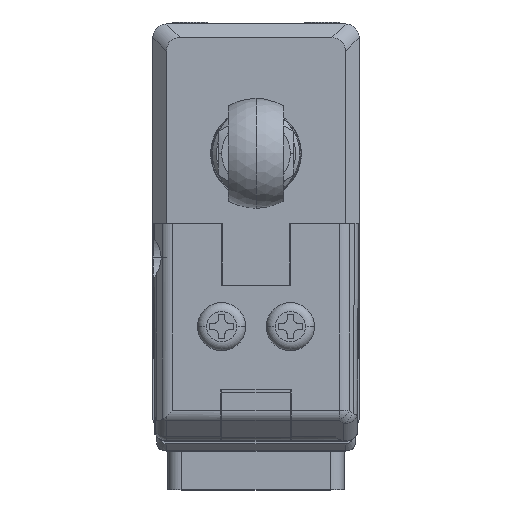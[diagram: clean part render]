
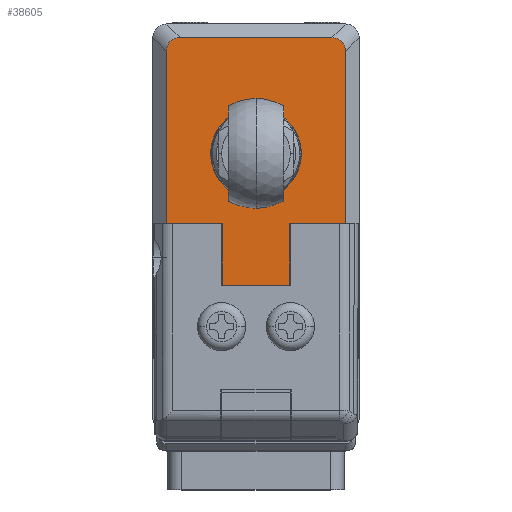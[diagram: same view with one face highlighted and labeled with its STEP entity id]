
A CAD part, top view. The second image highlights one B-rep face of the part: STEP entity #38605.
In plain terms, the highlighted planar face has unit normal (0, 0, 1).
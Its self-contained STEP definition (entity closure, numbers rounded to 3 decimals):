
#23 = CARTESIAN_POINT ( 'NONE',  ( 6., 6.138, 22. ) ) ;
#389 = ORIENTED_EDGE ( 'NONE', *, *, #33659, .T. ) ;
#3571 = ORIENTED_EDGE ( 'NONE', *, *, #25233, .F. ) ;
#3643 = VECTOR ( 'NONE', #59199, 1000. ) ;
#4073 = DIRECTION ( 'NONE',  ( -1., 0., 0. ) ) ;
#4144 = PLANE ( 'NONE',  #15270 ) ;
#4667 = CARTESIAN_POINT ( 'NONE',  ( -7.5, -6.5, 22. ) ) ;
#4960 = VECTOR ( 'NONE', #28570, 1000. ) ;
#6284 = ORIENTED_EDGE ( 'NONE', *, *, #41690, .T. ) ;
#6706 = VERTEX_POINT ( 'NONE', #47084 ) ;
#7110 = EDGE_CURVE ( 'NONE', #24205, #23036, #40352, .T. ) ;
#8513 = EDGE_CURVE ( 'NONE', #6706, #11563, #23250, .T. ) ;
#8764 = ORIENTED_EDGE ( 'NONE', *, *, #36556, .T. ) ;
#8917 = CIRCLE ( 'NONE', #46252, 3.3 ) ;
#9484 = DIRECTION ( 'NONE',  ( 1., 0., 0. ) ) ;
#9961 = ORIENTED_EDGE ( 'NONE', *, *, #44654, .F. ) ;
#11563 = VERTEX_POINT ( 'NONE', #12559 ) ;
#12559 = CARTESIAN_POINT ( 'NONE',  ( 0.88, 0., 22. ) ) ;
#12737 = VECTOR ( 'NONE', #58388, 1000. ) ;
#13273 = CARTESIAN_POINT ( 'NONE',  ( 6., 7.5, 22. ) ) ;
#13310 = CARTESIAN_POINT ( 'NONE',  ( -12., 2.45, 22. ) ) ;
#13751 = LINE ( 'NONE', #38876, #3643 ) ;
#13848 = CARTESIAN_POINT ( 'NONE',  ( -7.5, -7.5, 22. ) ) ;
#14173 = FACE_BOUND ( 'NONE', #36772, .T. ) ;
#14889 = EDGE_LOOP ( 'NONE', ( #59781, #45995, #6284, #21985, #389, #3571, #64150, #9961, #47603, #8764 ) ) ;
#15270 = AXIS2_PLACEMENT_3D ( 'NONE', #13848, #39915, #9484 ) ;
#15382 = CARTESIAN_POINT ( 'NONE',  ( 5.638, 6.5, 22. ) ) ;
#15705 = CARTESIAN_POINT ( 'NONE',  ( 5.01, 6.5, 22. ) ) ;
#15770 = AXIS2_PLACEMENT_3D ( 'NONE', #30131, #35535, #30826 ) ;
#16650 = DIRECTION ( 'NONE',  ( 1., 0., 0. ) ) ;
#18288 = VERTEX_POINT ( 'NONE', #4667 ) ;
#19592 = LINE ( 'NONE', #13310, #61896 ) ;
#19920 = CARTESIAN_POINT ( 'NONE',  ( 6., -5.51, 22. ) ) ;
#21985 = ORIENTED_EDGE ( 'NONE', *, *, #65467, .F. ) ;
#22331 = LINE ( 'NONE', #13273, #12737 ) ;
#23036 = VERTEX_POINT ( 'NONE', #52173 ) ;
#23250 = CIRCLE ( 'NONE', #15770, 3.3 ) ;
#24205 = VERTEX_POINT ( 'NONE', #56603 ) ;
#24622 = DIRECTION ( 'NONE',  ( 0., 1., 0. ) ) ;
#25233 = EDGE_CURVE ( 'NONE', #23036, #50967, #19592, .T. ) ;
#25391 =( BOUNDED_CURVE ( )  B_SPLINE_CURVE ( 3, ( #60356, #50324, #55999, #19920 ),
 .UNSPECIFIED., .F., .F. ) 
 B_SPLINE_CURVE_WITH_KNOTS ( ( 4, 4 ),
 ( 5.76, 6.807 ),
 .UNSPECIFIED. ) 
 CURVE ( )  GEOMETRIC_REPRESENTATION_ITEM ( )  RATIONAL_B_SPLINE_CURVE ( ( 1., 0.911, 0.911, 1. ) ) 
 REPRESENTATION_ITEM ( '' )  );
#25831 = CARTESIAN_POINT ( 'NONE',  ( -12., 2.45, 22. ) ) ;
#28570 = DIRECTION ( 'NONE',  ( 0., 1., 0. ) ) ;
#29213 =( BOUNDED_CURVE ( )  B_SPLINE_CURVE ( 3, ( #45759, #23, #15382, #15705 ),
 .UNSPECIFIED., .F., .F. ) 
 B_SPLINE_CURVE_WITH_KNOTS ( ( 4, 4 ),
 ( 5.76, 6.807 ),
 .UNSPECIFIED. ) 
 CURVE ( )  GEOMETRIC_REPRESENTATION_ITEM ( )  RATIONAL_B_SPLINE_CURVE ( ( 1., 0.911, 0.911, 1. ) ) 
 REPRESENTATION_ITEM ( '' )  );
#29916 = CARTESIAN_POINT ( 'NONE',  ( -7.5, 6.5, 22. ) ) ;
#30067 = LINE ( 'NONE', #56121, #48683 ) ;
#30131 = CARTESIAN_POINT ( 'NONE',  ( -2.42, 0., 22. ) ) ;
#30428 = VERTEX_POINT ( 'NONE', #41048 ) ;
#30826 = DIRECTION ( 'NONE',  ( 1., 0., 0. ) ) ;
#31693 = VERTEX_POINT ( 'NONE', #39912 ) ;
#33659 = EDGE_CURVE ( 'NONE', #56783, #50967, #60845, .T. ) ;
#35322 = LINE ( 'NONE', #29916, #60186 ) ;
#35353 = CARTESIAN_POINT ( 'NONE',  ( -7.2, -2.45, 22. ) ) ;
#35535 = DIRECTION ( 'NONE',  ( 0., 0., 1. ) ) ;
#35670 = DIRECTION ( 'NONE',  ( -1., 0., 0. ) ) ;
#36556 = EDGE_CURVE ( 'NONE', #58122, #42453, #25391, .T. ) ;
#36772 = EDGE_LOOP ( 'NONE', ( #53299, #63565 ) ) ;
#37388 = DIRECTION ( 'NONE',  ( -1., 0., 0. ) ) ;
#38605 = ADVANCED_FACE ( 'NONE', ( #14173, #49910 ), #4144, .T. ) ;
#38876 = CARTESIAN_POINT ( 'NONE',  ( 7., -6.5, 22. ) ) ;
#39912 = CARTESIAN_POINT ( 'NONE',  ( 5.01, 6.5, 22. ) ) ;
#39915 = DIRECTION ( 'NONE',  ( 0., 0., 1. ) ) ;
#40352 = LINE ( 'NONE', #35353, #52553 ) ;
#41048 = CARTESIAN_POINT ( 'NONE',  ( 6., 5.51, 22. ) ) ;
#41690 = EDGE_CURVE ( 'NONE', #31693, #49892, #35322, .T. ) ;
#42453 = VERTEX_POINT ( 'NONE', #61770 ) ;
#43414 = CARTESIAN_POINT ( 'NONE',  ( -7.5, 6.5, 22. ) ) ;
#44654 = EDGE_CURVE ( 'NONE', #18288, #24205, #53953, .T. ) ;
#45753 = CARTESIAN_POINT ( 'NONE',  ( -7.5, 2.45, 22. ) ) ;
#45759 = CARTESIAN_POINT ( 'NONE',  ( 6., 5.51, 22. ) ) ;
#45995 = ORIENTED_EDGE ( 'NONE', *, *, #48878, .T. ) ;
#46252 = AXIS2_PLACEMENT_3D ( 'NONE', #46699, #62401, #16650 ) ;
#46699 = CARTESIAN_POINT ( 'NONE',  ( -2.42, 0., 22. ) ) ;
#47084 = CARTESIAN_POINT ( 'NONE',  ( -5.72, 0., 22. ) ) ;
#47182 = CARTESIAN_POINT ( 'NONE',  ( 5.01, -6.5, 22. ) ) ;
#47603 = ORIENTED_EDGE ( 'NONE', *, *, #54875, .T. ) ;
#48683 = VECTOR ( 'NONE', #50124, 1000. ) ;
#48878 = EDGE_CURVE ( 'NONE', #30428, #31693, #29213, .T. ) ;
#49268 = EDGE_CURVE ( 'NONE', #42453, #30428, #22331, .T. ) ;
#49892 = VERTEX_POINT ( 'NONE', #43414 ) ;
#49910 = FACE_OUTER_BOUND ( 'NONE', #14889, .T. ) ;
#50124 = DIRECTION ( 'NONE',  ( 0., 1., 0. ) ) ;
#50324 = CARTESIAN_POINT ( 'NONE',  ( 5.638, -6.5, 22. ) ) ;
#50967 = VERTEX_POINT ( 'NONE', #25831 ) ;
#52173 = CARTESIAN_POINT ( 'NONE',  ( -12., -2.45, 22. ) ) ;
#52553 = VECTOR ( 'NONE', #37388, 1000. ) ;
#53299 = ORIENTED_EDGE ( 'NONE', *, *, #54324, .F. ) ;
#53953 = LINE ( 'NONE', #58658, #4960 ) ;
#54324 = EDGE_CURVE ( 'NONE', #11563, #6706, #8917, .T. ) ;
#54875 = EDGE_CURVE ( 'NONE', #18288, #58122, #13751, .T. ) ;
#54931 = VECTOR ( 'NONE', #4073, 1000. ) ;
#55999 = CARTESIAN_POINT ( 'NONE',  ( 6., -6.138, 22. ) ) ;
#56121 = CARTESIAN_POINT ( 'NONE',  ( -7.5, 7.5, 22. ) ) ;
#56603 = CARTESIAN_POINT ( 'NONE',  ( -7.5, -2.45, 22. ) ) ;
#56783 = VERTEX_POINT ( 'NONE', #45753 ) ;
#58122 = VERTEX_POINT ( 'NONE', #47182 ) ;
#58388 = DIRECTION ( 'NONE',  ( 0., 1., 0. ) ) ;
#58658 = CARTESIAN_POINT ( 'NONE',  ( -7.5, 7.5, 22. ) ) ;
#59199 = DIRECTION ( 'NONE',  ( 1., 0., 0. ) ) ;
#59781 = ORIENTED_EDGE ( 'NONE', *, *, #49268, .T. ) ;
#60186 = VECTOR ( 'NONE', #35670, 1000. ) ;
#60356 = CARTESIAN_POINT ( 'NONE',  ( 5.01, -6.5, 22. ) ) ;
#60845 = LINE ( 'NONE', #65164, #54931 ) ;
#61770 = CARTESIAN_POINT ( 'NONE',  ( 6., -5.51, 22. ) ) ;
#61896 = VECTOR ( 'NONE', #24622, 1000. ) ;
#62401 = DIRECTION ( 'NONE',  ( 0., 0., 1. ) ) ;
#63565 = ORIENTED_EDGE ( 'NONE', *, *, #8513, .F. ) ;
#64150 = ORIENTED_EDGE ( 'NONE', *, *, #7110, .F. ) ;
#65164 = CARTESIAN_POINT ( 'NONE',  ( -7.2, 2.45, 22. ) ) ;
#65467 = EDGE_CURVE ( 'NONE', #56783, #49892, #30067, .T. ) ;
